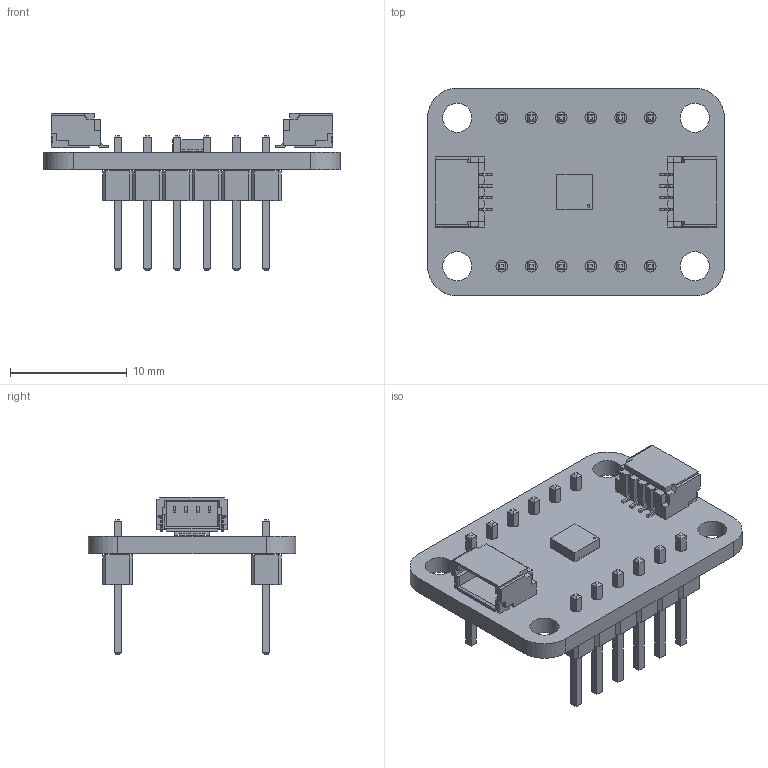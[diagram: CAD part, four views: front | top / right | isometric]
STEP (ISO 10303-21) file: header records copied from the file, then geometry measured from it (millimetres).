
FILE_DESCRIPTION(('KiCad electronic assembly'),'2;1');
FILE_NAME('Adafruit ICM20948.step','2025-10-20T17:27:56',('Pcbnew'),( 'Kicad'),'Open CASCADE STEP processor 7.8','KiCad to STEP converter' ,'Unknown');
FILE_SCHEMA(('AUTOMOTIVE_DESIGN { 1 0 10303 214 1 1 1 1 }'));
Length unit declared in the file: millimetre
Products named in the file (5): Adafruit ICM20948 1; SM04B-SRSS-TB; ICM20948; PinHeader_1x06_P2.54mm_Vertical; Adafruit ICM20948_PCB
Assembly tree (6 placements, depth 2):
  Adafruit ICM20948 1
    SM04B-SRSS-TB  x2
    ICM20948
    PinHeader_1x06_P2.54mm_Vertical  x2
    Adafruit ICM20948_PCB
Bounding box: 25.4 x 17.78 x 13.47 mm (x, y, z)
Volume: 955.7 mm3; surface area: 2086.5 mm2
Topology: 18 solids, 18 shells, 988 faces, 2682 edges, 1750 vertices
Faces by surface type: plane 844, cylinder 143, bspline 1
Full cylindrical faces by diameter (mm): 1 x12, 2.5 x4
Entity records: 20543 total; most frequent: CARTESIAN_POINT 3481, ORIENTED_EDGE 3368, DIRECTION 3122, EDGE_CURVE 1684, LINE 1476, VECTOR 1476, VERTEX_POINT 1104, AXIS2_PLACEMENT_3D 823
